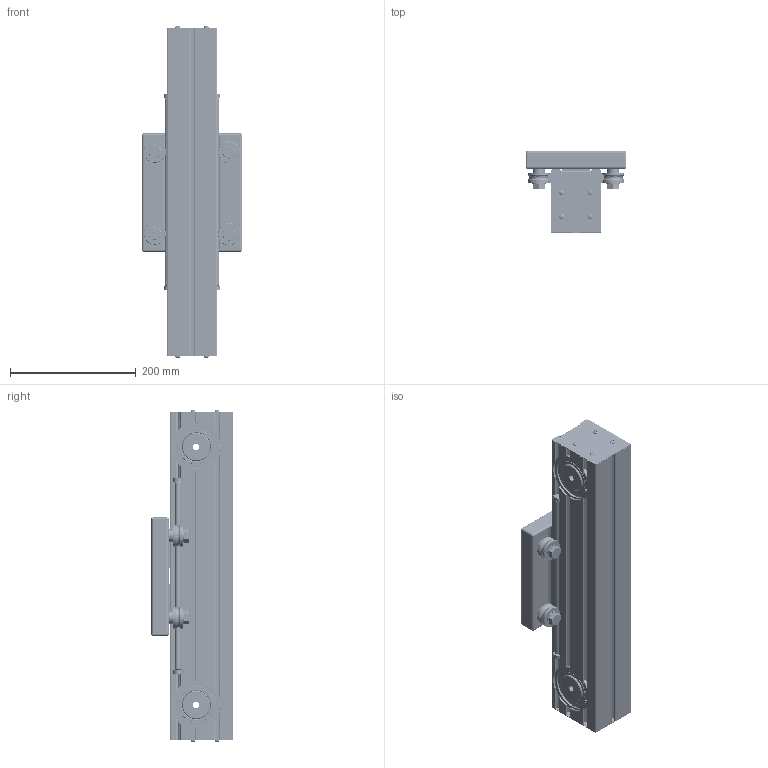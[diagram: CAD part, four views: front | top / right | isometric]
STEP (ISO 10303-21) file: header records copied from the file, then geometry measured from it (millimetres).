
FILE_DESCRIPTION (( 'STEP AP214' ), '1' );
FILE_NAME ('AZ1040.STEP', '2019-11-07T10:09:54', ( '' ), ( '' ), 'SwSTEP 2.0', 'SolidWorks 2019', '' );
FILE_SCHEMA (( 'AUTOMOTIVE_DESIGN' ));
Length unit declared in the file: millimetre
Products named in the file (1): AZ1040
Bounding box: 160 x 129.45 x 527.53 mm (x, y, z)
Volume: 2561730.4 mm3; surface area: 1101699 mm2
Topology: 210 solids, 210 shells, 6032 faces, 16356 edges, 10406 vertices
Faces by surface type: cylinder 2858, plane 2262, cone 416, bspline 392, torus 96, sphere 8
Entity records: 270513 total; most frequent: CARTESIAN_POINT 50043, DIRECTION 32492, ORIENTED_EDGE 31880, EDGE_CURVE 15940, AXIS2_PLACEMENT_3D 12151, VERTEX_POINT 10406, VECTOR 8190, LINE 8190
